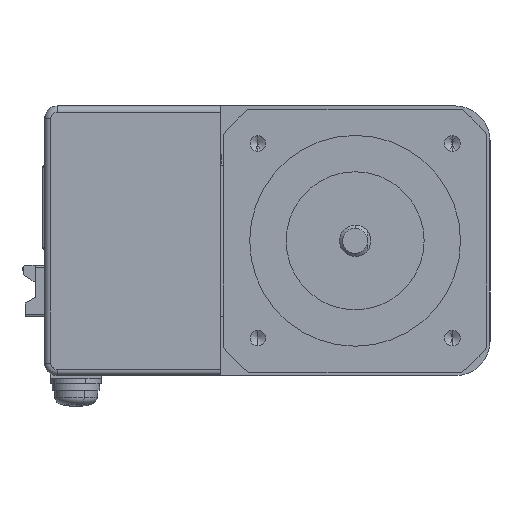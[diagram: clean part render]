
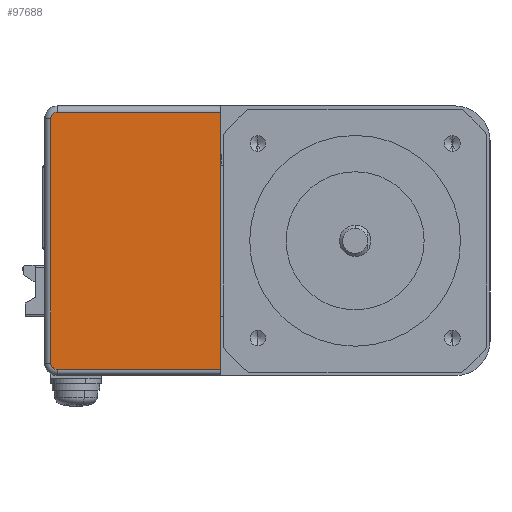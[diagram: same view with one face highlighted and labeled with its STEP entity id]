
A CAD part, left-side view. The second image highlights one B-rep face of the part: STEP entity #97688.
In plain terms, the highlighted planar face has unit normal (-1, 0, 0).
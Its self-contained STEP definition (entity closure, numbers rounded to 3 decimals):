
#861 = LINE ( 'NONE', #20572, #19653 ) ;
#2765 = ORIENTED_EDGE ( 'NONE', *, *, #14957, .F. ) ;
#6357 = EDGE_CURVE ( 'NONE', #30301, #18035, #6815, .T. ) ;
#6815 = CIRCLE ( 'NONE', #86438, 1. ) ;
#10015 = VECTOR ( 'NONE', #33902, 1000. ) ;
#10293 = EDGE_CURVE ( 'NONE', #11767, #105584, #18700, .T. ) ;
#10895 = DIRECTION ( 'NONE',  ( 0., -1., 0. ) ) ;
#11708 = EDGE_CURVE ( 'NONE', #58007, #30301, #37081, .T. ) ;
#11767 = VERTEX_POINT ( 'NONE', #102550 ) ;
#12200 = CARTESIAN_POINT ( 'NONE',  ( -46., 69., -41. ) ) ;
#14845 = EDGE_LOOP ( 'NONE', ( #63568, #52963, #2765, #69118, #63183, #80558 ) ) ;
#14957 = EDGE_CURVE ( 'NONE', #58007, #94505, #94930, .T. ) ;
#16414 = LINE ( 'NONE', #55342, #111197 ) ;
#18035 = VERTEX_POINT ( 'NONE', #19522 ) ;
#18399 = FACE_OUTER_BOUND ( 'NONE', #14845, .T. ) ;
#18700 = CIRCLE ( 'NONE', #42905, 1. ) ;
#19522 = CARTESIAN_POINT ( 'NONE',  ( -46., 70., -2. ) ) ;
#19653 = VECTOR ( 'NONE', #10895, 1000. ) ;
#20572 = CARTESIAN_POINT ( 'NONE',  ( -46., 43., -42. ) ) ;
#30301 = VERTEX_POINT ( 'NONE', #63627 ) ;
#33902 = DIRECTION ( 'NONE',  ( 0., 0., -1. ) ) ;
#37081 = LINE ( 'NONE', #38621, #57212 ) ;
#38621 = CARTESIAN_POINT ( 'NONE',  ( -46., 0., -1. ) ) ;
#39127 = EDGE_CURVE ( 'NONE', #18035, #11767, #16414, .T. ) ;
#39929 = DIRECTION ( 'NONE',  ( -1., 0., 0. ) ) ;
#41102 = EDGE_CURVE ( 'NONE', #105584, #94505, #861, .T. ) ;
#42587 = DIRECTION ( 'NONE',  ( -1., 0., 0. ) ) ;
#42905 = AXIS2_PLACEMENT_3D ( 'NONE', #12200, #39929, #51981 ) ;
#51387 = CARTESIAN_POINT ( 'NONE',  ( -46., 69., -2. ) ) ;
#51483 = CARTESIAN_POINT ( 'NONE',  ( -46., 43., 0. ) ) ;
#51981 = DIRECTION ( 'NONE',  ( 0., 0., -1. ) ) ;
#52963 = ORIENTED_EDGE ( 'NONE', *, *, #41102, .T. ) ;
#55342 = CARTESIAN_POINT ( 'NONE',  ( -46., 70., 0. ) ) ;
#57212 = VECTOR ( 'NONE', #112158, 1000. ) ;
#58007 = VERTEX_POINT ( 'NONE', #104878 ) ;
#58241 = DIRECTION ( 'NONE',  ( 0., 0., -1. ) ) ;
#63183 = ORIENTED_EDGE ( 'NONE', *, *, #6357, .T. ) ;
#63568 = ORIENTED_EDGE ( 'NONE', *, *, #10293, .T. ) ;
#63627 = CARTESIAN_POINT ( 'NONE',  ( -46., 69., -1. ) ) ;
#65850 = DIRECTION ( 'NONE',  ( 1., 0., 0. ) ) ;
#69118 = ORIENTED_EDGE ( 'NONE', *, *, #11708, .T. ) ;
#74611 = DIRECTION ( 'NONE',  ( 0., 0., -1. ) ) ;
#75036 = PLANE ( 'NONE',  #94564 ) ;
#78940 = CARTESIAN_POINT ( 'NONE',  ( -46., 43., -42. ) ) ;
#80558 = ORIENTED_EDGE ( 'NONE', *, *, #39127, .T. ) ;
#86438 = AXIS2_PLACEMENT_3D ( 'NONE', #51387, #42587, #58241 ) ;
#94505 = VERTEX_POINT ( 'NONE', #78940 ) ;
#94564 = AXIS2_PLACEMENT_3D ( 'NONE', #111211, #65850, #74611 ) ;
#94930 = LINE ( 'NONE', #51483, #10015 ) ;
#97688 = ADVANCED_FACE ( 'NONE', ( #18399 ), #75036, .F. ) ;
#99325 = CARTESIAN_POINT ( 'NONE',  ( -46., 69., -42. ) ) ;
#101552 = DIRECTION ( 'NONE',  ( 0., 0., -1. ) ) ;
#102550 = CARTESIAN_POINT ( 'NONE',  ( -46., 70., -41. ) ) ;
#104878 = CARTESIAN_POINT ( 'NONE',  ( -46., 43., -1. ) ) ;
#105584 = VERTEX_POINT ( 'NONE', #99325 ) ;
#111197 = VECTOR ( 'NONE', #101552, 1000. ) ;
#111211 = CARTESIAN_POINT ( 'NONE',  ( -46., 0., 0. ) ) ;
#112158 = DIRECTION ( 'NONE',  ( 0., 1., 0. ) ) ;
